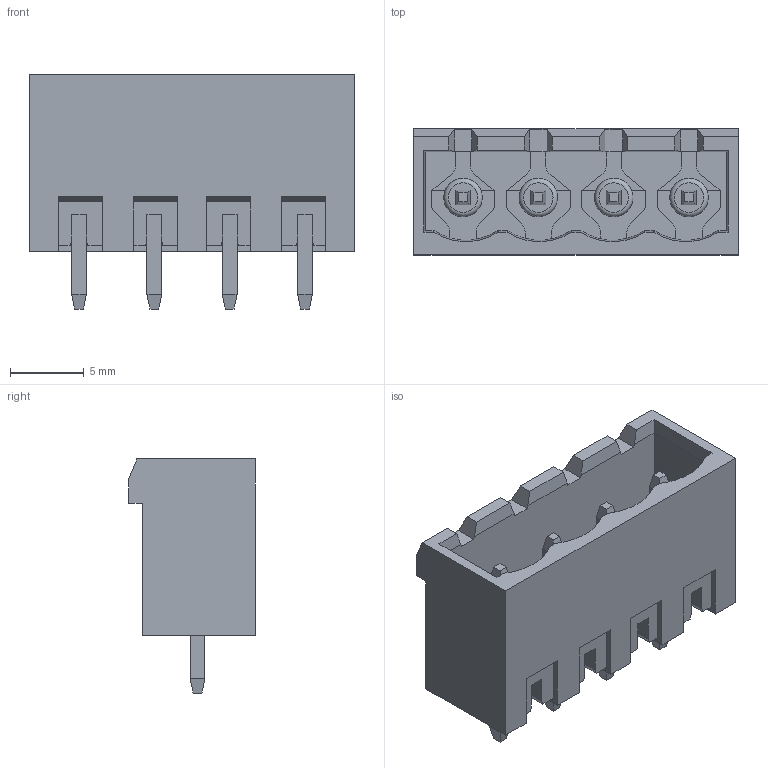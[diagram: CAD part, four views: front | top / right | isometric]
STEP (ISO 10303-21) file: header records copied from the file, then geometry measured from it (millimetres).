
FILE_DESCRIPTION(('FreeCAD Model'),'2;1');
FILE_NAME( 'OQ 4P 5mm vertical.step', '2020-02-12T09:22:15',('kicad StepUp'),('ksu MCAD'), 'Open CASCADE STEP processor 7.3','FreeCAD','Unknown');
FILE_SCHEMA(('AUTOMOTIVE_DESIGN { 1 0 10303 214 1 1 1 1 }'));
Length unit declared in the file: millimetre
Products named in the file (1): OQ_4P_5mm_vertical
Bounding box: 22 x 8.55 x 15.85 mm (x, y, z)
Volume: 882.7 mm3; surface area: 2035.9 mm2
Topology: 1 solids, 1 shells, 265 faces, 713 edges, 458 vertices
Faces by surface type: plane 229, cylinder 24, sphere 4, cone 4, torus 4
Full cylindrical faces by diameter (mm): 2.6 x4
Entity records: 10007 total; most frequent: CARTESIAN_POINT 1437, ORIENTED_EDGE 1426, DIRECTION 1333, EDGE_CURVE 713, LINE 625, VECTOR 625, VERTEX_POINT 458, AXIS2_PLACEMENT_3D 354
